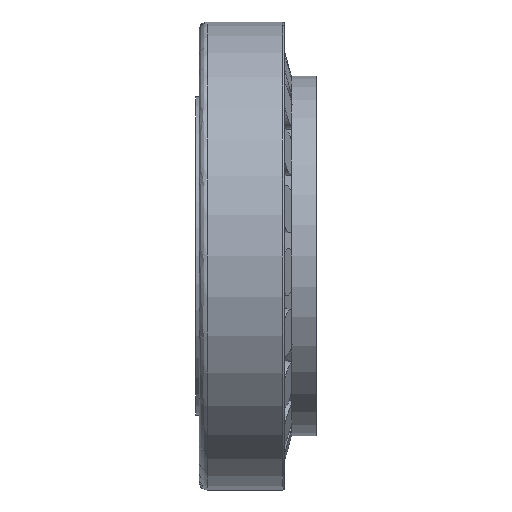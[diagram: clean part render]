
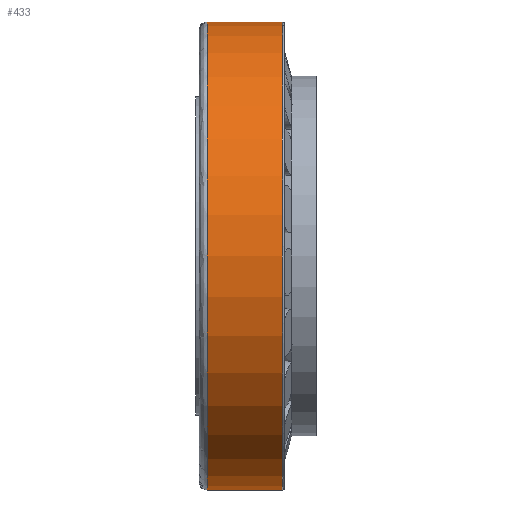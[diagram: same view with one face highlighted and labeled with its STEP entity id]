
A CAD part, front view. The second image highlights one B-rep face of the part: STEP entity #433.
In plain terms, the highlighted cylindrical face has radius 29.369 mm (diameter 58.737 mm), a partial arc.
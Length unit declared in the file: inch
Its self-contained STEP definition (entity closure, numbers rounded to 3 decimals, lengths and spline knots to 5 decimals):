
#12 = AXIS2_PLACEMENT_3D ( 'NONE', #1405, #1400, #1448 ) ;
#137 = VERTEX_POINT ( 'NONE', #2219 ) ;
#224 = VERTEX_POINT ( 'NONE', #2182 ) ;
#226 = VERTEX_POINT ( 'NONE', #2181 ) ;
#230 = VERTEX_POINT ( 'NONE', #2179 ) ;
#313 = AXIS2_PLACEMENT_3D ( 'NONE', #1749, #1750, #1751 ) ;
#314 = AXIS2_PLACEMENT_3D ( 'NONE', #1753, #1754, #1755 ) ;
#433 = ADVANCED_FACE ( 'NONE', ( #3590 ), #3597, .T. ) ;
#1125 = LINE ( 'NONE', #3291, #1127 ) ;
#1127 = VECTOR ( 'NONE', #3298, 39.37008 ) ;
#1163 = LINE ( 'NONE', #1752, #1170 ) ;
#1165 = CIRCLE ( 'NONE', #313, 1.15625 ) ;
#1167 = CIRCLE ( 'NONE', #314, 1.15625 ) ;
#1170 = VECTOR ( 'NONE', #1748, 39.37008 ) ;
#1400 = DIRECTION ( 'NONE',  ( -1., 0., 0. ) ) ;
#1405 = CARTESIAN_POINT ( 'NONE',  ( 0.24155, 0., 0. ) ) ;
#1448 = DIRECTION ( 'NONE',  ( 0., 0., 1. ) ) ;
#1748 = DIRECTION ( 'NONE',  ( -1., 0., 0. ) ) ;
#1749 = CARTESIAN_POINT ( 'NONE',  ( 0.0556, 0., 0. ) ) ;
#1750 = DIRECTION ( 'NONE',  ( -1., 0., 0. ) ) ;
#1751 = DIRECTION ( 'NONE',  ( 0., 0., 1. ) ) ;
#1752 = CARTESIAN_POINT ( 'NONE',  ( 0.24155, 0., -1.15625 ) ) ;
#1753 = CARTESIAN_POINT ( 'NONE',  ( 0.4275, 0., 0. ) ) ;
#1754 = DIRECTION ( 'NONE',  ( 1., 0., 0. ) ) ;
#1755 = DIRECTION ( 'NONE',  ( 0., 0., 1. ) ) ;
#2179 = CARTESIAN_POINT ( 'NONE',  ( 0.0556, 0., 1.15625 ) ) ;
#2181 = CARTESIAN_POINT ( 'NONE',  ( 0.0556, 0., -1.15625 ) ) ;
#2182 = CARTESIAN_POINT ( 'NONE',  ( 0.4275, 0., -1.15625 ) ) ;
#2219 = CARTESIAN_POINT ( 'NONE',  ( 0.4275, 0., 1.15625 ) ) ;
#2733 = EDGE_LOOP ( 'NONE', ( #2927, #2946, #2926, #2953 ) ) ;
#2926 = ORIENTED_EDGE ( 'NONE', *, *, #3068, .T. ) ;
#2927 = ORIENTED_EDGE ( 'NONE', *, *, #3221, .F. ) ;
#2946 = ORIENTED_EDGE ( 'NONE', *, *, #3220, .F. ) ;
#2953 = ORIENTED_EDGE ( 'NONE', *, *, #3219, .F. ) ;
#3068 = EDGE_CURVE ( 'NONE', #137, #230, #1125, .T. ) ;
#3219 = EDGE_CURVE ( 'NONE', #226, #230, #1165, .T. ) ;
#3220 = EDGE_CURVE ( 'NONE', #137, #224, #1167, .T. ) ;
#3221 = EDGE_CURVE ( 'NONE', #224, #226, #1163, .T. ) ;
#3291 = CARTESIAN_POINT ( 'NONE',  ( 0.24155, 0., 1.15625 ) ) ;
#3298 = DIRECTION ( 'NONE',  ( -1., 0., 0. ) ) ;
#3590 = FACE_OUTER_BOUND ( 'NONE', #2733, .T. ) ;
#3597 = CYLINDRICAL_SURFACE ( 'NONE', #12, 1.15625 ) ;
